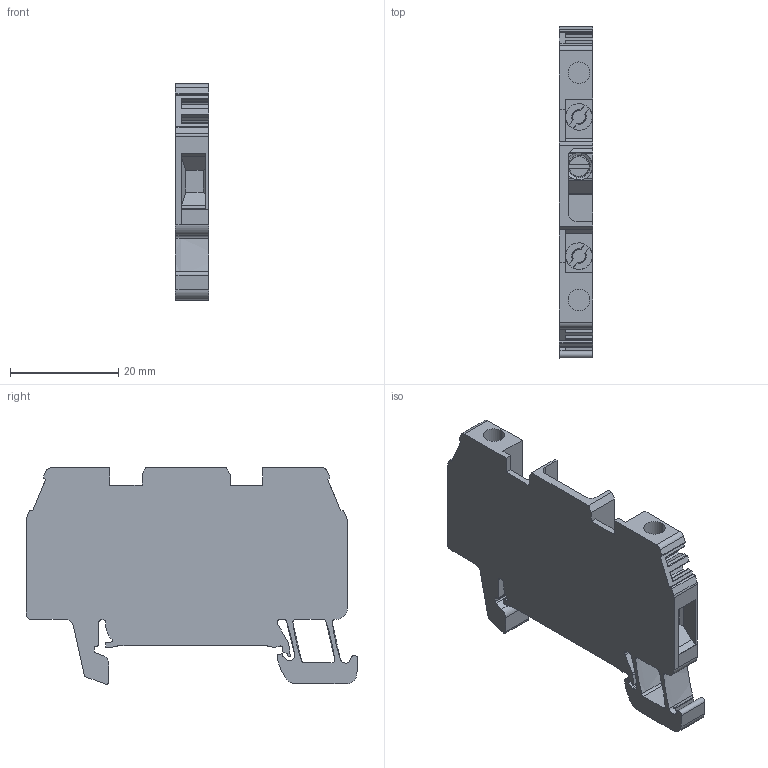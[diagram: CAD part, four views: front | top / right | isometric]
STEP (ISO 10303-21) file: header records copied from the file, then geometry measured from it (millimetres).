
FILE_DESCRIPTION(('CATIA V5R22 STEP214','CAx-IF Rec.Pracs.--- Model Styling and Organization---1.4--- 2014-01-23'),'2;1');
FILE_NAME ('D1455515_0_1754970000_1754970000.stp','2020-05-28T06:05:33+00:00',('none'),('Weidmueller'),'CATIA Version 5-6 Release 2016 SP3 HF44','CATIA V5 STEP AP214','none');
FILE_SCHEMA(('AUTOMOTIVE_DESIGN { 1 0 10303 214 1 1 1 1 }'));
Length unit declared in the file: millimetre
Products named in the file (1): WTL4/STB
Bounding box: 6.1 x 61.28 x 39.96 mm (x, y, z)
Volume: 7650.8 mm3; surface area: 7547 mm2
Topology: 6 solids, 6 shells, 416 faces, 1236 edges, 842 vertices
Faces by surface type: plane 244, cylinder 158, cone 14
Entity records: 13631 total; most frequent: CARTESIAN_POINT 2793, ORIENTED_EDGE 2472, DIRECTION 1872, EDGE_CURVE 1236, VERTEX_POINT 842, VECTOR 818, LINE 818, AXIS2_PLACEMENT_3D 676
